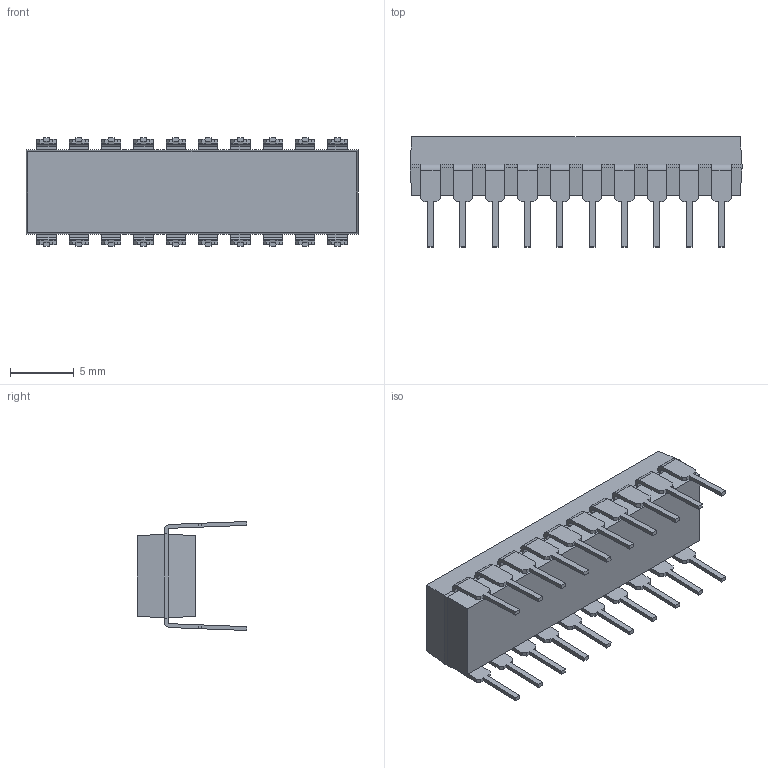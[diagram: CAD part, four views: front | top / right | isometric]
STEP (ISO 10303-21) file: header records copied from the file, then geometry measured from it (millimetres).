
FILE_DESCRIPTION (( 'STEP AP214' ), '1' );
FILE_NAME ('LM1036N.STEP', '2020-07-10T22:07:06', ( '' ), ( '' ), 'SwSTEP 2.0', 'SolidWorks 2017', '' );
FILE_SCHEMA (( 'AUTOMOTIVE_DESIGN' ));
Length unit declared in the file: inch
Products named in the file (1): LM1036N
Bounding box: 26.07 x 8.64 x 8.56 mm (x, y, z)
Volume: 799.7 mm3; surface area: 994.2 mm2
Topology: 22 solids, 22 shells, 347 faces, 892 edges, 592 vertices
Faces by surface type: plane 299, cylinder 48
Entity records: 10669 total; most frequent: CARTESIAN_POINT 1832, ORIENTED_EDGE 1784, DIRECTION 1684, EDGE_CURVE 892, LINE 796, VECTOR 796, VERTEX_POINT 592, AXIS2_PLACEMENT_3D 444
